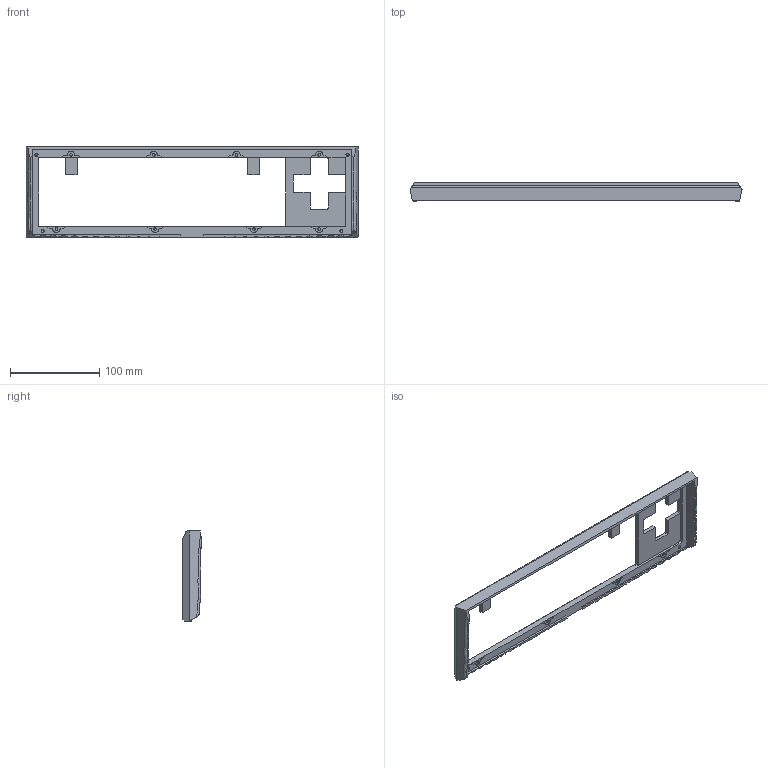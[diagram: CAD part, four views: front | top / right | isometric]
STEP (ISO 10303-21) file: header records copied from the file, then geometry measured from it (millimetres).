
FILE_DESCRIPTION(/* description */ (''),/* implementation_level */ '2;1');
FILE_NAME(/* name */ 'TopTKL_arrows.step',/* time_stamp */ '2024-11-18T17:44:06+02:00',/* author */ (''),/* organization */ (''),/* preprocessor_version */ 'ST-DEVELOPER v20',/* originating_system */ 'Autodesk Translation Framework v13.20.0.188',/* authorisation */ '');
FILE_SCHEMA (('AUTOMOTIVE_DESIGN { 1 0 10303 214 3 1 1 }'));
Length unit declared in the file: millimetre
Products named in the file (1): top
Bounding box: 372.98 x 21.3 x 101.15 mm (x, y, z)
Volume: 115268.3 mm3; surface area: 56724.8 mm2
Topology: 1 solids, 1 shells, 759 faces, 2186 edges, 1454 vertices
Faces by surface type: bspline 543, plane 125, cylinder 71, cone 20
Full cylindrical faces by diameter (mm): 3 x8, 3.5 x4
Entity records: 34117 total; most frequent: CARTESIAN_POINT 17980, ORIENTED_EDGE 4358, EDGE_CURVE 2179, DIRECTION 1596, VERTEX_POINT 1454, B_SPLINE_CURVE_WITH_KNOTS 1175, LINE 846, VECTOR 846
